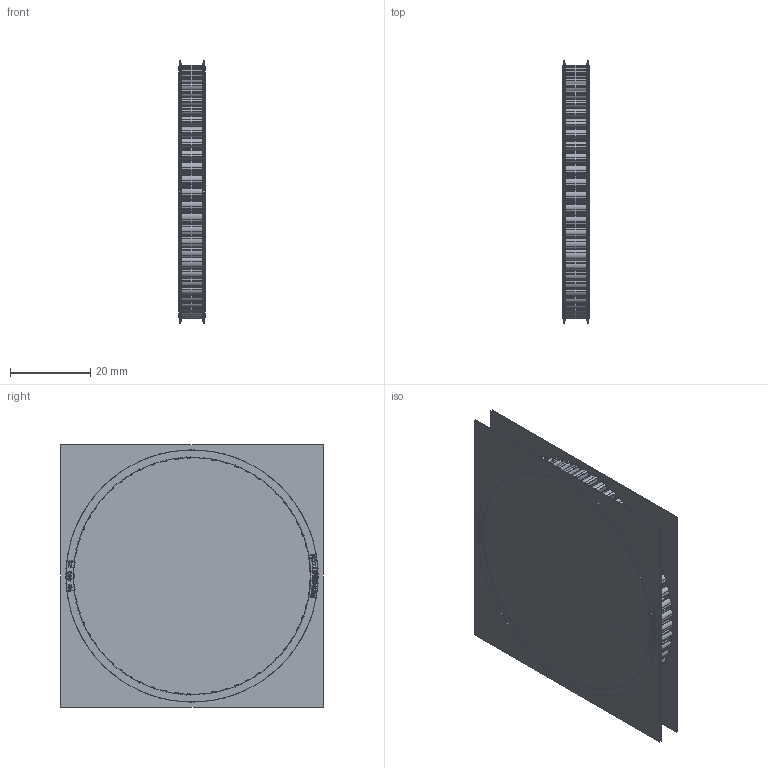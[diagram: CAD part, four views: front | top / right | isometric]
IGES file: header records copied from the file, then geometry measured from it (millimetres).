
Start section:  PTC IGES file: fe463z2.igs
Global section: file name: fe463z2.igs; native system: Creo Parametric by Parametric Technology Corporation; preprocessor: 2013150; author: sales 4; organization: Unknown; date: 20140324.142037; units: millimetre
Bounding box: 6.55 x 65.31 x 65.32 mm (x, y, z)
Volume: 2395.6 mm3; surface area: 95458 mm2
Topology: 62 solids, 62 shells, 4380 faces, 23686 edges, 30212 vertices
Faces by surface type: revolution 2448, bspline 1932
